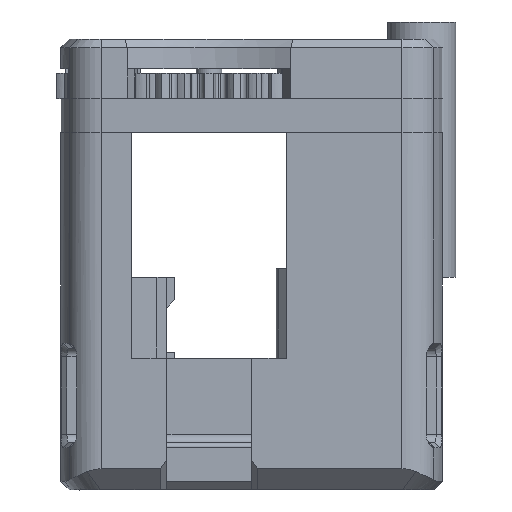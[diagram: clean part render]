
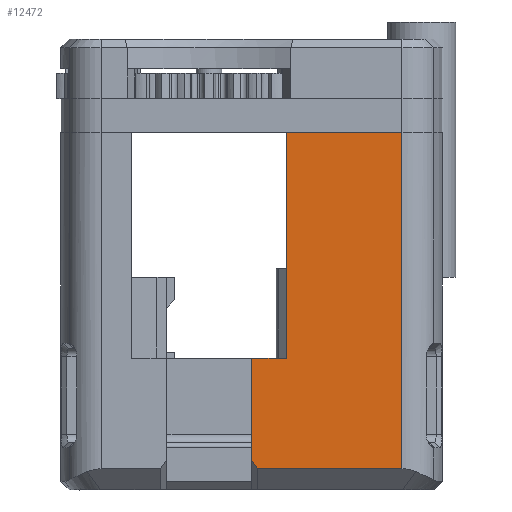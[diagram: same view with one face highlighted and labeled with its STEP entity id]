
A CAD part, left-side view. The second image highlights one B-rep face of the part: STEP entity #12472.
In plain terms, the highlighted planar face has unit normal (-1, 0, 0).
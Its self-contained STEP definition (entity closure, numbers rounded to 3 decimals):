
#1447=FACE_OUTER_BOUND('',#2179,.T.);
#2179=EDGE_LOOP('',(#9214,#9215,#9216,#9217,#9218,#9219,#9220));
#2856=LINE('',#18417,#4016);
#2922=LINE('',#18579,#4082);
#3180=LINE('',#19210,#4340);
#3181=LINE('',#19212,#4341);
#3182=LINE('',#19214,#4342);
#3183=LINE('',#19216,#4343);
#3184=LINE('',#19217,#4344);
#4016=VECTOR('',#14667,10.);
#4082=VECTOR('',#14811,10.);
#4340=VECTOR('',#15355,10.);
#4341=VECTOR('',#15356,10.);
#4342=VECTOR('',#15357,10.);
#4343=VECTOR('',#15358,10.);
#4344=VECTOR('',#15359,10.);
#5180=VERTEX_POINT('',#18415);
#5181=VERTEX_POINT('',#18416);
#5238=VERTEX_POINT('',#18578);
#5448=VERTEX_POINT('',#19209);
#5449=VERTEX_POINT('',#19211);
#5450=VERTEX_POINT('',#19213);
#5451=VERTEX_POINT('',#19215);
#6476=EDGE_CURVE('',#5180,#5181,#2856,.T.);
#6558=EDGE_CURVE('',#5238,#5180,#2922,.T.);
#6858=EDGE_CURVE('',#5448,#5181,#3180,.T.);
#6859=EDGE_CURVE('',#5448,#5449,#3181,.T.);
#6860=EDGE_CURVE('',#5450,#5449,#3182,.T.);
#6861=EDGE_CURVE('',#5450,#5451,#3183,.T.);
#6862=EDGE_CURVE('',#5238,#5451,#3184,.T.);
#9214=ORIENTED_EDGE('',*,*,#6476,.T.);
#9215=ORIENTED_EDGE('',*,*,#6858,.F.);
#9216=ORIENTED_EDGE('',*,*,#6859,.T.);
#9217=ORIENTED_EDGE('',*,*,#6860,.F.);
#9218=ORIENTED_EDGE('',*,*,#6861,.T.);
#9219=ORIENTED_EDGE('',*,*,#6862,.F.);
#9220=ORIENTED_EDGE('',*,*,#6558,.T.);
#12065=PLANE('',#13449);
#12472=ADVANCED_FACE('',(#1447),#12065,.T.);
#13449=AXIS2_PLACEMENT_3D('',#19208,#15353,#15354);
#14667=DIRECTION('',(0.,0.,-1.));
#14811=DIRECTION('',(0.,1.,0.));
#15353=DIRECTION('center_axis',(-1.,0.,0.));
#15354=DIRECTION('ref_axis',(0.,0.,1.));
#15355=DIRECTION('',(0.,-1.,0.));
#15356=DIRECTION('',(0.,0.,-1.));
#15357=DIRECTION('',(0.,0.577,0.816));
#15358=DIRECTION('',(0.,-1.,0.));
#15359=DIRECTION('',(0.,0.,-1.));
#18415=CARTESIAN_POINT('',(-36.5,15.89,17.));
#18416=CARTESIAN_POINT('',(-36.5,15.89,-9.5));
#18417=CARTESIAN_POINT('',(-36.5,15.89,-4.));
#18578=CARTESIAN_POINT('',(-36.5,2.319,17.));
#18579=CARTESIAN_POINT('',(-36.5,0.,17.));
#19208=CARTESIAN_POINT('Origin',(-36.5,0.,-25.));
#19209=CARTESIAN_POINT('',(-36.5,20.,-9.5));
#19210=CARTESIAN_POINT('',(-36.5,20.,-9.5));
#19211=CARTESIAN_POINT('',(-36.5,20.,-21.5));
#19212=CARTESIAN_POINT('',(-36.5,20.,-22.5));
#19213=CARTESIAN_POINT('',(-36.5,19.293,-22.5));
#19214=CARTESIAN_POINT('',(-36.5,15.311,-28.131));
#19215=CARTESIAN_POINT('',(-36.5,2.319,-22.5));
#19216=CARTESIAN_POINT('',(-36.5,10.,-22.5));
#19217=CARTESIAN_POINT('',(-36.5,2.319,21.));
